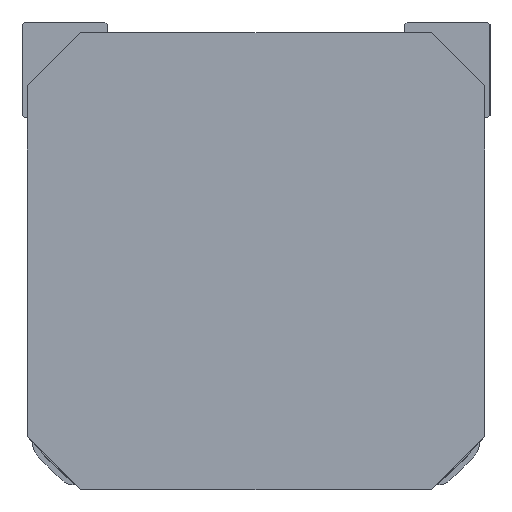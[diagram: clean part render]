
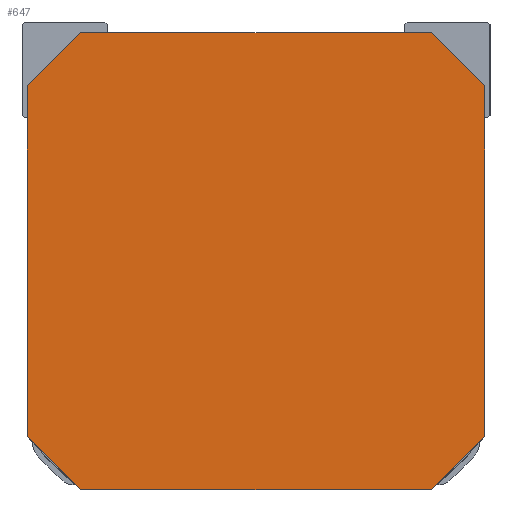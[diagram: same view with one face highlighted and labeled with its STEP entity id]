
A CAD part, front view. The second image highlights one B-rep face of the part: STEP entity #647.
In plain terms, the highlighted planar face has unit normal (0, -1, 0).
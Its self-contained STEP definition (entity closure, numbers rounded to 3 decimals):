
#647 = ADVANCED_FACE( '', ( #1418 ), #1419, .F. );
#1418 = FACE_OUTER_BOUND( '', #2326, .T. );
#1419 = PLANE( '', #2327 );
#2326 = EDGE_LOOP( '', ( #3885, #3886, #3887, #3888, #3889, #3890, #3891, #3892 ) );
#2327 = AXIS2_PLACEMENT_3D( '', #3893, #3894, #3895 );
#3885 = ORIENTED_EDGE( '', *, *, #4873, .F. );
#3886 = ORIENTED_EDGE( '', *, *, #5378, .F. );
#3887 = ORIENTED_EDGE( '', *, *, #5051, .F. );
#3888 = ORIENTED_EDGE( '', *, *, #5220, .F. );
#3889 = ORIENTED_EDGE( '', *, *, #5379, .F. );
#3890 = ORIENTED_EDGE( '', *, *, #5014, .F. );
#3891 = ORIENTED_EDGE( '', *, *, #5380, .F. );
#3892 = ORIENTED_EDGE( '', *, *, #5381, .F. );
#3893 = CARTESIAN_POINT( '', ( 0., -166., 0. ) );
#3894 = DIRECTION( '', ( 0., 1., 0. ) );
#3895 = DIRECTION( '', ( 0., 0., 1. ) );
#4873 = EDGE_CURVE( '', #5717, #5712, #5719, .T. );
#5014 = EDGE_CURVE( '', #5954, #5956, #5957, .T. );
#5051 = EDGE_CURVE( '', #6013, #6015, #6016, .T. );
#5220 = EDGE_CURVE( '', #6265, #6013, #6267, .T. );
#5378 = EDGE_CURVE( '', #6015, #5717, #6486, .T. );
#5379 = EDGE_CURVE( '', #5956, #6265, #6487, .T. );
#5380 = EDGE_CURVE( '', #6488, #5954, #6489, .T. );
#5381 = EDGE_CURVE( '', #5712, #6488, #6490, .T. );
#5712 = VERTEX_POINT( '', #6874 );
#5717 = VERTEX_POINT( '', #6881 );
#5719 = LINE( '', #6884, #6885 );
#5954 = VERTEX_POINT( '', #7170 );
#5956 = VERTEX_POINT( '', #7173 );
#5957 = LINE( '', #7174, #7175 );
#6013 = VERTEX_POINT( '', #7250 );
#6015 = VERTEX_POINT( '', #7253 );
#6016 = LINE( '', #7254, #7255 );
#6265 = VERTEX_POINT( '', #7561 );
#6267 = LINE( '', #7564, #7565 );
#6486 = LINE( '', #7850, #7851 );
#6487 = LINE( '', #7852, #7853 );
#6488 = VERTEX_POINT( '', #7854 );
#6489 = LINE( '', #7855, #7856 );
#6490 = LINE( '', #7857, #7858 );
#6874 = CARTESIAN_POINT( '', ( -16.5, -166., 21.5 ) );
#6881 = CARTESIAN_POINT( '', ( -21.5, -166., 16.5 ) );
#6884 = CARTESIAN_POINT( '', ( -21.5, -166., 16.5 ) );
#6885 = VECTOR( '', #8256, 1000. );
#7170 = CARTESIAN_POINT( '', ( 21.5, -166., 16.5 ) );
#7173 = CARTESIAN_POINT( '', ( 21.5, -166., -16.5 ) );
#7174 = CARTESIAN_POINT( '', ( 21.5, -166., 16.5 ) );
#7175 = VECTOR( '', #8491, 1000. );
#7250 = CARTESIAN_POINT( '', ( -16.5, -166., -21.5 ) );
#7253 = CARTESIAN_POINT( '', ( -21.5, -166., -16.5 ) );
#7254 = CARTESIAN_POINT( '', ( -21.5, -166., -16.5 ) );
#7255 = VECTOR( '', #8536, 1000. );
#7561 = CARTESIAN_POINT( '', ( 16.5, -166., -21.5 ) );
#7564 = CARTESIAN_POINT( '', ( 16.5, -166., -21.5 ) );
#7565 = VECTOR( '', #8778, 1000. );
#7850 = CARTESIAN_POINT( '', ( -21.5, -166., -16.5 ) );
#7851 = VECTOR( '', #8974, 1000. );
#7852 = CARTESIAN_POINT( '', ( 16.5, -166., -21.5 ) );
#7853 = VECTOR( '', #8975, 1000. );
#7854 = CARTESIAN_POINT( '', ( 16.5, -166., 21.5 ) );
#7855 = CARTESIAN_POINT( '', ( 21.5, -166., 16.5 ) );
#7856 = VECTOR( '', #8976, 1000. );
#7857 = CARTESIAN_POINT( '', ( -16.5, -166., 21.5 ) );
#7858 = VECTOR( '', #8977, 1000. );
#8256 = DIRECTION( '', ( 0.707, 0., 0.707 ) );
#8491 = DIRECTION( '', ( 0., 0., -1. ) );
#8536 = DIRECTION( '', ( -0.707, 0., 0.707 ) );
#8778 = DIRECTION( '', ( -1., 0., 0. ) );
#8974 = DIRECTION( '', ( 0., 0., 1. ) );
#8975 = DIRECTION( '', ( -0.707, 0., -0.707 ) );
#8976 = DIRECTION( '', ( 0.707, 0., -0.707 ) );
#8977 = DIRECTION( '', ( 1., 0., 0. ) );
